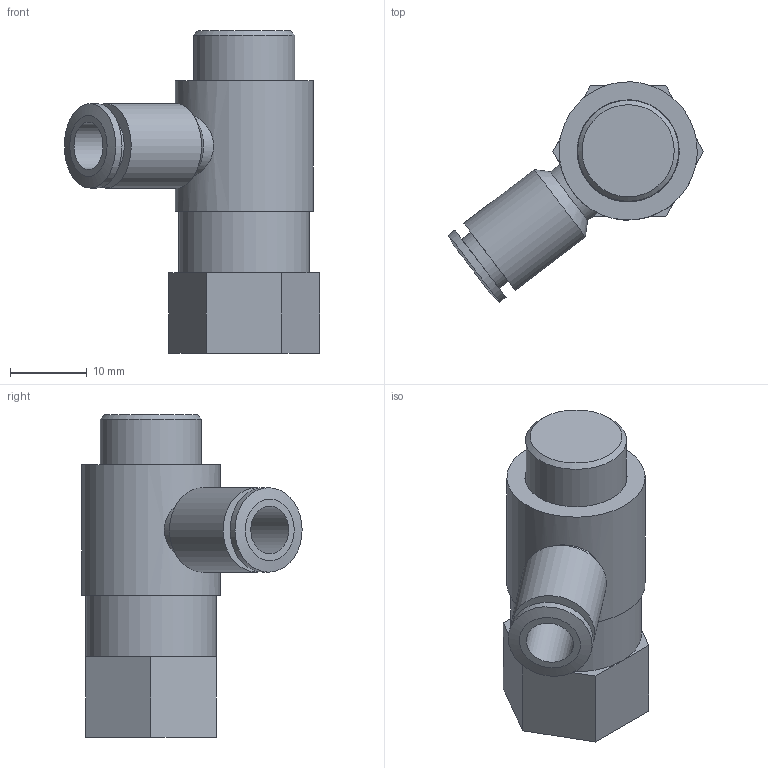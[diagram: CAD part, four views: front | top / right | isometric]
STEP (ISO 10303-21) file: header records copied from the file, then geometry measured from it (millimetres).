
FILE_DESCRIPTION(/* description */ ('Unknown'),/* implementation_level */ '2;1');
FILE_NAME(/* name */ 'MRFC.06.1;4',/* time_stamp */ '2021-06-01T20:43:13-04:00',/* author */ ('Unknown'),/* organization */ ('Unknown'),/* preprocessor_version */ 'ST-DEVELOPER v16.7',/* originating_system */ 'Solid Edge',/* authorisation */ 'Unknown');
FILE_SCHEMA (('AUTOMOTIVE_DESIGN {1 0 10303 214 3 1 1}'));
Length unit declared in the file: millimetre
Products named in the file (3): MRFC.06.1;4; _50A18U; R13.06.14
Assembly tree (2 placements, depth 2):
  MRFC.06.1;4
    _50A18U
    R13.06.14
Bounding box: 33.21 x 28.67 x 42 mm (x, y, z)
Volume: 10450.2 mm3; surface area: 5457.2 mm2
Topology: 2 solids, 2 shells, 37 faces, 71 edges, 44 vertices
Faces by surface type: plane 22, cylinder 12, cone 3
Full cylindrical faces by diameter (mm): 4.2 x1, 6.2 x1, 7.184 x1, 8 x2, 11 x2, 13.157 x2, 13.3 x1, 17 x1, 18 x1
Entity records: 1091 total; most frequent: CARTESIAN_POINT 164, DIRECTION 160, ORIENTED_EDGE 108, AXIS2_PLACEMENT_3D 68, EDGE_LOOP 62, FACE_BOUND 62, EDGE_CURVE 54, VERTEX_POINT 42
